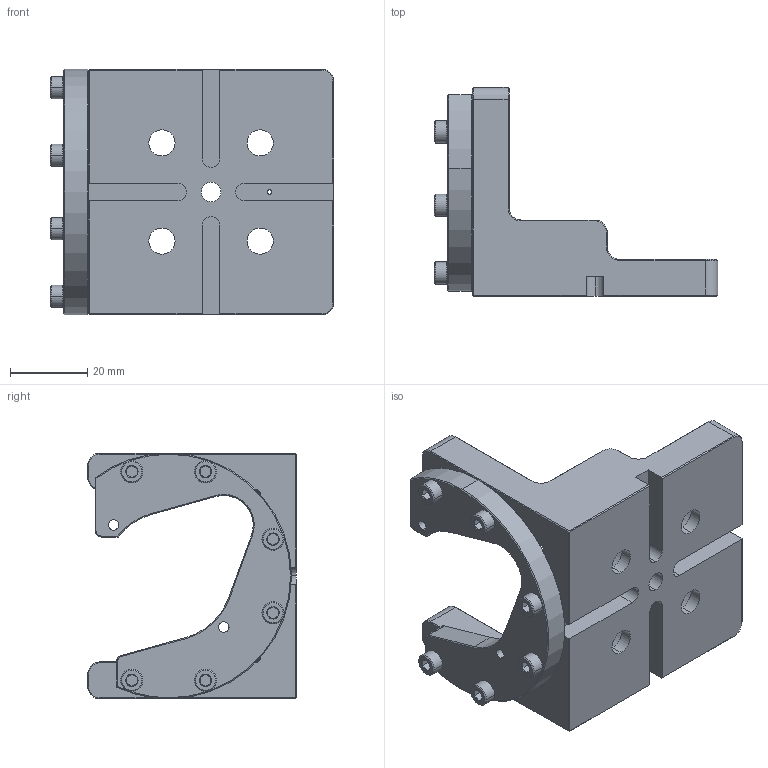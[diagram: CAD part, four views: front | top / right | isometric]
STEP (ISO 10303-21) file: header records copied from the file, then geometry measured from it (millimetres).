
FILE_DESCRIPTION (( 'STEP AP203' ), '1' );
FILE_NAME ('SAX-MT1500-SL1.STEP', '2025-07-18T22:21:51', ( '' ), ( '' ), 'SwSTEP 2.0', 'SolidWorks 2021', '' );
FILE_SCHEMA (( 'CONFIG_CONTROL_DESIGN' ));
Length unit declared in the file: inch
Products named in the file (1): SAX-MT1500-SL1
Bounding box: 73.36 x 53.98 x 63.5 mm (x, y, z)
Volume: 53505.4 mm3; surface area: 23998.9 mm2
Topology: 8 solids, 8 shells, 732 faces, 1910 edges, 1202 vertices
Faces by surface type: cylinder 439, plane 146, cone 131, bspline 16
Entity records: 31379 total; most frequent: CARTESIAN_POINT 15399, ORIENTED_EDGE 3800, DIRECTION 2902, EDGE_CURVE 1900, VERTEX_POINT 1202, AXIS2_PLACEMENT_3D 1061, EDGE_LOOP 786, LINE 780
